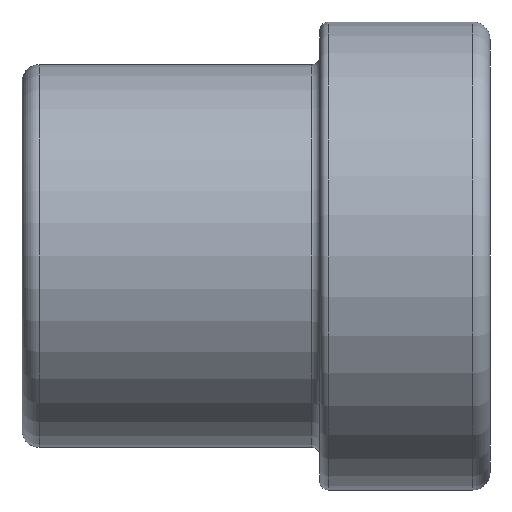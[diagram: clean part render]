
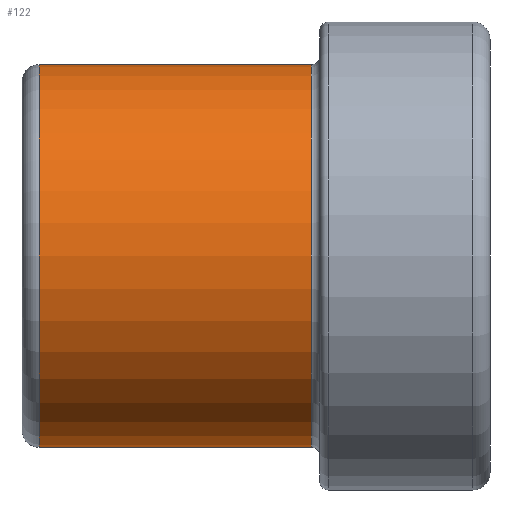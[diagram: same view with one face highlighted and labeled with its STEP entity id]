
A CAD part, left-side view. The second image highlights one B-rep face of the part: STEP entity #122.
In plain terms, the highlighted cylindrical face has radius 4.5 mm (diameter 9 mm), a partial arc.
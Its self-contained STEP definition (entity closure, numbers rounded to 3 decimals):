
#31 = ORIENTED_EDGE ( 'NONE', *, *, #445, .T. ) ;
#32 = DIRECTION ( 'NONE',  ( 0., 0., 1. ) ) ;
#34 = EDGE_CURVE ( 'NONE', #146, #369, #505, .T. ) ;
#38 = DIRECTION ( 'NONE',  ( 0., -1., 0. ) ) ;
#45 = LINE ( 'NONE', #412, #265 ) ;
#60 = CARTESIAN_POINT ( 'NONE',  ( 0., 11., 0. ) ) ;
#72 = DIRECTION ( 'NONE',  ( 0., -1., 0. ) ) ;
#93 = AXIS2_PLACEMENT_3D ( 'NONE', #114, #362, #32 ) ;
#99 = CARTESIAN_POINT ( 'NONE',  ( 0., 10.6, -4.5 ) ) ;
#114 = CARTESIAN_POINT ( 'NONE',  ( 0., 10.6, 0. ) ) ;
#122 = ADVANCED_FACE ( 'NONE', ( #347 ), #467, .T. ) ;
#146 = VERTEX_POINT ( 'NONE', #230 ) ;
#159 = VERTEX_POINT ( 'NONE', #99 ) ;
#161 = DIRECTION ( 'NONE',  ( 0., 1., 0. ) ) ;
#181 = ORIENTED_EDGE ( 'NONE', *, *, #34, .T. ) ;
#182 = DIRECTION ( 'NONE',  ( 0., 0., -1. ) ) ;
#230 = CARTESIAN_POINT ( 'NONE',  ( 0., 4.2, -4.5 ) ) ;
#234 = CIRCLE ( 'NONE', #93, 4.5 ) ;
#239 = EDGE_LOOP ( 'NONE', ( #408, #298, #31, #181 ) ) ;
#248 = EDGE_CURVE ( 'NONE', #463, #159, #234, .T. ) ;
#265 = VECTOR ( 'NONE', #38, 1000. ) ;
#271 = DIRECTION ( 'NONE',  ( 0., -1., 0. ) ) ;
#288 = EDGE_CURVE ( 'NONE', #463, #369, #490, .T. ) ;
#298 = ORIENTED_EDGE ( 'NONE', *, *, #248, .T. ) ;
#311 = AXIS2_PLACEMENT_3D ( 'NONE', #545, #161, #331 ) ;
#321 = CARTESIAN_POINT ( 'NONE',  ( 0., 11., 4.5 ) ) ;
#331 = DIRECTION ( 'NONE',  ( 0., 0., 1. ) ) ;
#332 = CARTESIAN_POINT ( 'NONE',  ( 0., 10.6, 4.5 ) ) ;
#347 = FACE_OUTER_BOUND ( 'NONE', #239, .T. ) ;
#362 = DIRECTION ( 'NONE',  ( 0., -1., 0. ) ) ;
#369 = VERTEX_POINT ( 'NONE', #375 ) ;
#375 = CARTESIAN_POINT ( 'NONE',  ( 0., 4.2, 4.5 ) ) ;
#408 = ORIENTED_EDGE ( 'NONE', *, *, #288, .F. ) ;
#412 = CARTESIAN_POINT ( 'NONE',  ( 0., 11., -4.5 ) ) ;
#445 = EDGE_CURVE ( 'NONE', #159, #146, #45, .T. ) ;
#463 = VERTEX_POINT ( 'NONE', #332 ) ;
#467 = CYLINDRICAL_SURFACE ( 'NONE', #477, 4.5 ) ;
#477 = AXIS2_PLACEMENT_3D ( 'NONE', #60, #271, #182 ) ;
#490 = LINE ( 'NONE', #321, #524 ) ;
#505 = CIRCLE ( 'NONE', #311, 4.5 ) ;
#524 = VECTOR ( 'NONE', #72, 1000. ) ;
#545 = CARTESIAN_POINT ( 'NONE',  ( 0., 4.2, 0. ) ) ;
